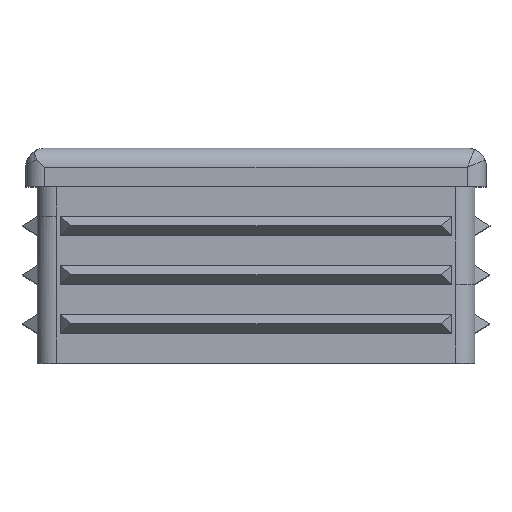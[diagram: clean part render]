
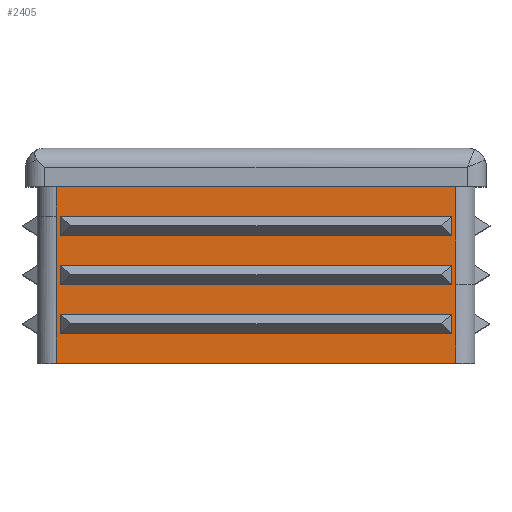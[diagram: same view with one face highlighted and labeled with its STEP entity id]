
A CAD part, top view. The second image highlights one B-rep face of the part: STEP entity #2405.
In plain terms, the highlighted planar face has unit normal (0, 0, 1).
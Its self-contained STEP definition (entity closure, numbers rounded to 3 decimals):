
#37 = AXIS2_PLACEMENT_3D ( 'NONE', #115, #2988, #1099 ) ;
#50 = CARTESIAN_POINT ( 'NONE',  ( 25.5, 16.625, 28.5 ) ) ;
#65 = CARTESIAN_POINT ( 'NONE',  ( 25.5, 3.875, 28.5 ) ) ;
#93 = VECTOR ( 'NONE', #299, 1000. ) ;
#115 = CARTESIAN_POINT ( 'NONE',  ( 32.858, 19.125, 28.5 ) ) ;
#124 = LINE ( 'NONE', #2200, #1295 ) ;
#178 = VERTEX_POINT ( 'NONE', #1720 ) ;
#196 = DIRECTION ( 'NONE',  ( -1., 0., 0. ) ) ;
#238 = CARTESIAN_POINT ( 'NONE',  ( 32.858, 19.125, 28.5 ) ) ;
#299 = DIRECTION ( 'NONE',  ( 0., 1., 0. ) ) ;
#315 = LINE ( 'NONE', #626, #625 ) ;
#337 = FACE_OUTER_BOUND ( 'NONE', #1242, .T. ) ;
#372 = PLANE ( 'NONE',  #37 ) ;
#377 = VERTEX_POINT ( 'NONE', #2428 ) ;
#381 = LINE ( 'NONE', #2182, #2992 ) ;
#401 = EDGE_LOOP ( 'NONE', ( #1967, #2515, #2319, #639 ) ) ;
#423 = CARTESIAN_POINT ( 'NONE',  ( 25.5, 12.75, 28.5 ) ) ;
#440 = EDGE_CURVE ( 'NONE', #3178, #605, #3262, .T. ) ;
#466 = VERTEX_POINT ( 'NONE', #1641 ) ;
#513 = ORIENTED_EDGE ( 'NONE', *, *, #2521, .F. ) ;
#534 = ORIENTED_EDGE ( 'NONE', *, *, #953, .T. ) ;
#553 = EDGE_CURVE ( 'NONE', #3306, #2455, #3326, .T. ) ;
#574 = VERTEX_POINT ( 'NONE', #2239 ) ;
#605 = VERTEX_POINT ( 'NONE', #3071 ) ;
#625 = VECTOR ( 'NONE', #2706, 1000. ) ;
#626 = CARTESIAN_POINT ( 'NONE',  ( -25.5, -15.063, 28.5 ) ) ;
#639 = ORIENTED_EDGE ( 'NONE', *, *, #1699, .F. ) ;
#712 = CARTESIAN_POINT ( 'NONE',  ( 26., 23., 28.5 ) ) ;
#714 = EDGE_CURVE ( 'NONE', #1384, #466, #1019, .T. ) ;
#727 = DIRECTION ( 'NONE',  ( -1., 0., 0. ) ) ;
#738 = VECTOR ( 'NONE', #2141, 1000. ) ;
#783 = ORIENTED_EDGE ( 'NONE', *, *, #3386, .T. ) ;
#792 = LINE ( 'NONE', #1788, #93 ) ;
#815 = VECTOR ( 'NONE', #2306, 1000. ) ;
#819 = VERTEX_POINT ( 'NONE', #1120 ) ;
#850 = EDGE_CURVE ( 'NONE', #1154, #2455, #124, .T. ) ;
#853 = EDGE_CURVE ( 'NONE', #3018, #1043, #381, .T. ) ;
#891 = CARTESIAN_POINT ( 'NONE',  ( 25.5, 10.25, 28.5 ) ) ;
#919 = LINE ( 'NONE', #2257, #2056 ) ;
#947 = ORIENTED_EDGE ( 'NONE', *, *, #714, .T. ) ;
#953 = EDGE_CURVE ( 'NONE', #466, #178, #919, .T. ) ;
#1019 = LINE ( 'NONE', #1607, #3125 ) ;
#1043 = VERTEX_POINT ( 'NONE', #712 ) ;
#1046 = EDGE_CURVE ( 'NONE', #2740, #819, #3007, .T. ) ;
#1088 = VECTOR ( 'NONE', #2640, 1000. ) ;
#1099 = DIRECTION ( 'NONE',  ( 0., 1., 0. ) ) ;
#1120 = CARTESIAN_POINT ( 'NONE',  ( -25.5, 19.125, 28.5 ) ) ;
#1154 = VERTEX_POINT ( 'NONE', #1513 ) ;
#1181 = LINE ( 'NONE', #2402, #738 ) ;
#1221 = EDGE_LOOP ( 'NONE', ( #513, #3004, #3079, #2475 ) ) ;
#1242 = EDGE_LOOP ( 'NONE', ( #2214, #947, #534, #1438, #2032, #1991 ) ) ;
#1253 = VECTOR ( 'NONE', #1987, 1000. ) ;
#1255 = VECTOR ( 'NONE', #196, 1000. ) ;
#1258 = CARTESIAN_POINT ( 'NONE',  ( 26., 10.25, 28.5 ) ) ;
#1273 = CARTESIAN_POINT ( 'NONE',  ( -25.5, 10.25, 28.5 ) ) ;
#1295 = VECTOR ( 'NONE', #1691, 1000. ) ;
#1305 = VECTOR ( 'NONE', #2222, 1000. ) ;
#1339 = LINE ( 'NONE', #1539, #1088 ) ;
#1351 = CARTESIAN_POINT ( 'NONE',  ( -25.5, 16.625, 28.5 ) ) ;
#1384 = VERTEX_POINT ( 'NONE', #2316 ) ;
#1406 = FACE_BOUND ( 'NONE', #401, .T. ) ;
#1421 = DIRECTION ( 'NONE',  ( 0., 1., 0. ) ) ;
#1438 = ORIENTED_EDGE ( 'NONE', *, *, #2787, .F. ) ;
#1485 = CARTESIAN_POINT ( 'NONE',  ( -25.5, 6.375, 28.5 ) ) ;
#1513 = CARTESIAN_POINT ( 'NONE',  ( -25.5, 3.875, 28.5 ) ) ;
#1515 = DIRECTION ( 'NONE',  ( 0., 1., 0. ) ) ;
#1539 = CARTESIAN_POINT ( 'NONE',  ( 32.858, 23., 28.5 ) ) ;
#1607 = CARTESIAN_POINT ( 'NONE',  ( -26., 19.125, 28.5 ) ) ;
#1609 = CARTESIAN_POINT ( 'NONE',  ( 32.858, 0., 28.5 ) ) ;
#1628 = LINE ( 'NONE', #2395, #2997 ) ;
#1641 = CARTESIAN_POINT ( 'NONE',  ( -26., 19.125, 28.5 ) ) ;
#1681 = CARTESIAN_POINT ( 'NONE',  ( 32.858, 12.75, 28.5 ) ) ;
#1691 = DIRECTION ( 'NONE',  ( 0., 1., 0. ) ) ;
#1695 = VECTOR ( 'NONE', #2884, 1000. ) ;
#1699 = EDGE_CURVE ( 'NONE', #574, #819, #2535, .T. ) ;
#1700 = DIRECTION ( 'NONE',  ( 0., 1., 0. ) ) ;
#1720 = CARTESIAN_POINT ( 'NONE',  ( -26., 0., 28.5 ) ) ;
#1748 = CARTESIAN_POINT ( 'NONE',  ( -25.5, -15.063, 28.5 ) ) ;
#1764 = CARTESIAN_POINT ( 'NONE',  ( 32.858, 6.375, 28.5 ) ) ;
#1770 = EDGE_CURVE ( 'NONE', #3332, #2740, #2016, .T. ) ;
#1788 = CARTESIAN_POINT ( 'NONE',  ( 26., 19.125, 28.5 ) ) ;
#1823 = VECTOR ( 'NONE', #3186, 1000. ) ;
#1967 = ORIENTED_EDGE ( 'NONE', *, *, #2465, .F. ) ;
#1982 = VERTEX_POINT ( 'NONE', #891 ) ;
#1987 = DIRECTION ( 'NONE',  ( 0., 1., 0. ) ) ;
#1991 = ORIENTED_EDGE ( 'NONE', *, *, #853, .T. ) ;
#1997 = VERTEX_POINT ( 'NONE', #65 ) ;
#2016 = LINE ( 'NONE', #3067, #2676 ) ;
#2032 = ORIENTED_EDGE ( 'NONE', *, *, #2624, .T. ) ;
#2056 = VECTOR ( 'NONE', #2240, 1000. ) ;
#2081 = ORIENTED_EDGE ( 'NONE', *, *, #440, .F. ) ;
#2101 = VECTOR ( 'NONE', #1700, 1000. ) ;
#2141 = DIRECTION ( 'NONE',  ( -1., 0., 0. ) ) ;
#2148 = EDGE_CURVE ( 'NONE', #1982, #3178, #2379, .T. ) ;
#2182 = CARTESIAN_POINT ( 'NONE',  ( 26., 19.125, 28.5 ) ) ;
#2200 = CARTESIAN_POINT ( 'NONE',  ( -25.5, -15.063, 28.5 ) ) ;
#2214 = ORIENTED_EDGE ( 'NONE', *, *, #2249, .T. ) ;
#2222 = DIRECTION ( 'NONE',  ( -1., 0., 0. ) ) ;
#2239 = CARTESIAN_POINT ( 'NONE',  ( 25.5, 19.125, 28.5 ) ) ;
#2240 = DIRECTION ( 'NONE',  ( 0., -1., 0. ) ) ;
#2249 = EDGE_CURVE ( 'NONE', #1043, #1384, #1339, .T. ) ;
#2257 = CARTESIAN_POINT ( 'NONE',  ( -26., 19.125, 28.5 ) ) ;
#2306 = DIRECTION ( 'NONE',  ( -1., 0., 0. ) ) ;
#2316 = CARTESIAN_POINT ( 'NONE',  ( -26., 23., 28.5 ) ) ;
#2319 = ORIENTED_EDGE ( 'NONE', *, *, #1046, .T. ) ;
#2323 = CARTESIAN_POINT ( 'NONE',  ( 25.5, 6.375, 28.5 ) ) ;
#2376 = EDGE_CURVE ( 'NONE', #1997, #1154, #1628, .T. ) ;
#2379 = LINE ( 'NONE', #3147, #1695 ) ;
#2395 = CARTESIAN_POINT ( 'NONE',  ( 32.858, 3.875, 28.5 ) ) ;
#2402 = CARTESIAN_POINT ( 'NONE',  ( 32.858, 10.25, 28.5 ) ) ;
#2405 = ADVANCED_FACE ( 'NONE', ( #2414, #2449, #1406, #337 ), #372, .F. ) ;
#2414 = FACE_BOUND ( 'NONE', #1221, .T. ) ;
#2428 = CARTESIAN_POINT ( 'NONE',  ( 26., 0., 28.5 ) ) ;
#2439 = ORIENTED_EDGE ( 'NONE', *, *, #2871, .T. ) ;
#2449 = FACE_BOUND ( 'NONE', #2543, .T. ) ;
#2455 = VERTEX_POINT ( 'NONE', #1485 ) ;
#2465 = EDGE_CURVE ( 'NONE', #3332, #574, #3042, .T. ) ;
#2475 = ORIENTED_EDGE ( 'NONE', *, *, #553, .F. ) ;
#2515 = ORIENTED_EDGE ( 'NONE', *, *, #1770, .T. ) ;
#2521 = EDGE_CURVE ( 'NONE', #1997, #3306, #3073, .T. ) ;
#2535 = LINE ( 'NONE', #238, #1255 ) ;
#2543 = EDGE_LOOP ( 'NONE', ( #2975, #783, #2439, #2081 ) ) ;
#2548 = VERTEX_POINT ( 'NONE', #1273 ) ;
#2612 = DIRECTION ( 'NONE',  ( 0., -1., 0. ) ) ;
#2624 = EDGE_CURVE ( 'NONE', #377, #3018, #792, .T. ) ;
#2640 = DIRECTION ( 'NONE',  ( -1., 0., 0. ) ) ;
#2676 = VECTOR ( 'NONE', #727, 1000. ) ;
#2706 = DIRECTION ( 'NONE',  ( 0., 1., 0. ) ) ;
#2710 = DIRECTION ( 'NONE',  ( -1., 0., 0. ) ) ;
#2740 = VERTEX_POINT ( 'NONE', #1351 ) ;
#2770 = CARTESIAN_POINT ( 'NONE',  ( 25.5, -15.063, 28.5 ) ) ;
#2787 = EDGE_CURVE ( 'NONE', #377, #178, #2910, .T. ) ;
#2871 = EDGE_CURVE ( 'NONE', #2548, #605, #315, .T. ) ;
#2884 = DIRECTION ( 'NONE',  ( 0., 1., 0. ) ) ;
#2910 = LINE ( 'NONE', #1609, #1823 ) ;
#2975 = ORIENTED_EDGE ( 'NONE', *, *, #2148, .F. ) ;
#2988 = DIRECTION ( 'NONE',  ( 0., 0., -1. ) ) ;
#2992 = VECTOR ( 'NONE', #1421, 1000. ) ;
#2997 = VECTOR ( 'NONE', #2710, 1000. ) ;
#3004 = ORIENTED_EDGE ( 'NONE', *, *, #2376, .T. ) ;
#3007 = LINE ( 'NONE', #1748, #1253 ) ;
#3018 = VERTEX_POINT ( 'NONE', #1258 ) ;
#3042 = LINE ( 'NONE', #3314, #2101 ) ;
#3051 = VECTOR ( 'NONE', #1515, 1000. ) ;
#3067 = CARTESIAN_POINT ( 'NONE',  ( 32.858, 16.625, 28.5 ) ) ;
#3071 = CARTESIAN_POINT ( 'NONE',  ( -25.5, 12.75, 28.5 ) ) ;
#3073 = LINE ( 'NONE', #2770, #3051 ) ;
#3079 = ORIENTED_EDGE ( 'NONE', *, *, #850, .T. ) ;
#3125 = VECTOR ( 'NONE', #2612, 1000. ) ;
#3147 = CARTESIAN_POINT ( 'NONE',  ( 25.5, -15.063, 28.5 ) ) ;
#3178 = VERTEX_POINT ( 'NONE', #423 ) ;
#3186 = DIRECTION ( 'NONE',  ( -1., 0., 0. ) ) ;
#3262 = LINE ( 'NONE', #1681, #1305 ) ;
#3306 = VERTEX_POINT ( 'NONE', #2323 ) ;
#3314 = CARTESIAN_POINT ( 'NONE',  ( 25.5, -15.063, 28.5 ) ) ;
#3326 = LINE ( 'NONE', #1764, #815 ) ;
#3332 = VERTEX_POINT ( 'NONE', #50 ) ;
#3386 = EDGE_CURVE ( 'NONE', #1982, #2548, #1181, .T. ) ;
